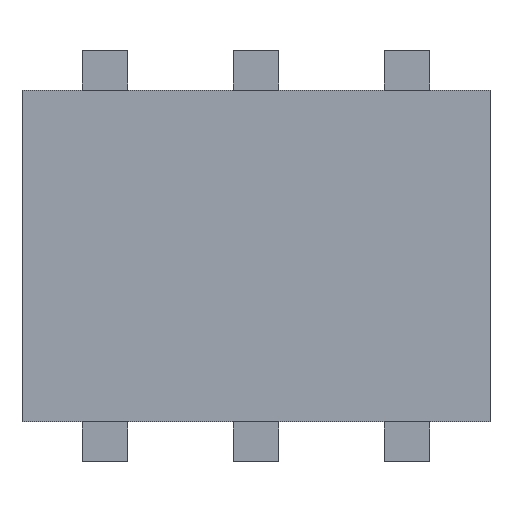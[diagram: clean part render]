
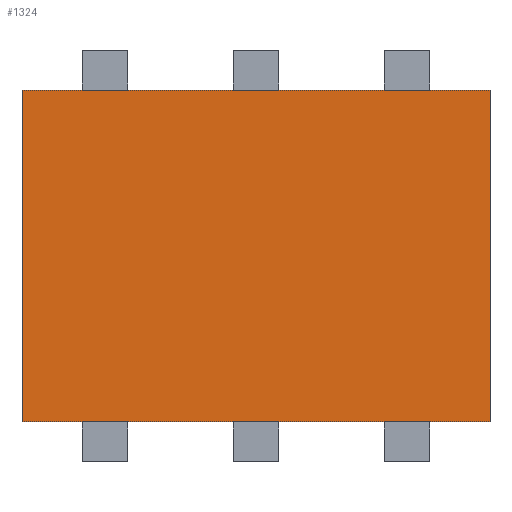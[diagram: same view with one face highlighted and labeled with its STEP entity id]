
A CAD part, front view. The second image highlights one B-rep face of the part: STEP entity #1324.
In plain terms, the highlighted planar face has unit normal (0, -1, 0).
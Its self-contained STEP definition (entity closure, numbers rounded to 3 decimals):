
#1141 = CARTESIAN_POINT ( 'NONE',  ( -3.935, 0., 2.79 ) ) ;
#1142 = VERTEX_POINT ( 'NONE', #1141 ) ;
#1157 = CARTESIAN_POINT ( 'NONE',  ( -3.935, 0., -2.79 ) ) ;
#1158 = VERTEX_POINT ( 'NONE', #1157 ) ;
#1165 = CARTESIAN_POINT ( 'NONE',  ( -3.935, 0., 2.79 ) ) ;
#1166 = DIRECTION ( 'NONE',  ( 0., 0., 1. ) ) ;
#1167 = VECTOR ( 'NONE', #1166, 1000. ) ;
#1168 = LINE ( 'NONE', #1165, #1167 ) ;
#1169 = EDGE_CURVE ( 'NONE', #1158, #1142, #1168, .T. ) ;
#1181 = CARTESIAN_POINT ( 'NONE',  ( 3.935, 0., 2.79 ) ) ;
#1182 = VERTEX_POINT ( 'NONE', #1181 ) ;
#1196 = CARTESIAN_POINT ( 'NONE',  ( 3.935, 0., 2.79 ) ) ;
#1197 = DIRECTION ( 'NONE',  ( 1., 0., 0. ) ) ;
#1198 = VECTOR ( 'NONE', #1197, 1000. ) ;
#1199 = LINE ( 'NONE', #1196, #1198 ) ;
#1200 = EDGE_CURVE ( 'NONE', #1142, #1182, #1199, .T. ) ;
#1212 = CARTESIAN_POINT ( 'NONE',  ( 3.935, 0., -2.79 ) ) ;
#1213 = VERTEX_POINT ( 'NONE', #1212 ) ;
#1227 = CARTESIAN_POINT ( 'NONE',  ( 3.935, 0., 2.79 ) ) ;
#1228 = DIRECTION ( 'NONE',  ( 0., 0., -1. ) ) ;
#1229 = VECTOR ( 'NONE', #1228, 1000. ) ;
#1230 = LINE ( 'NONE', #1227, #1229 ) ;
#1231 = EDGE_CURVE ( 'NONE', #1182, #1213, #1230, .T. ) ;
#1249 = CARTESIAN_POINT ( 'NONE',  ( 3.935, 0., -2.79 ) ) ;
#1250 = DIRECTION ( 'NONE',  ( -1., 0., 0. ) ) ;
#1251 = VECTOR ( 'NONE', #1250, 1000. ) ;
#1252 = LINE ( 'NONE', #1249, #1251 ) ;
#1253 = EDGE_CURVE ( 'NONE', #1213, #1158, #1252, .T. ) ;
#1313 = ORIENTED_EDGE ( 'NONE', *, *, #1169, .F. ) ;
#1314 = ORIENTED_EDGE ( 'NONE', *, *, #1253, .F. ) ;
#1315 = ORIENTED_EDGE ( 'NONE', *, *, #1231, .F. ) ;
#1316 = ORIENTED_EDGE ( 'NONE', *, *, #1200, .F. ) ;
#1317 = EDGE_LOOP ( 'NONE', ( #1313, #1314, #1315, #1316 ) ) ;
#1318 = FACE_OUTER_BOUND ( 'NONE', #1317, .T. ) ;
#1319 = CARTESIAN_POINT ( 'NONE',  ( -3.935, 0., -2.79 ) ) ;
#1320 = DIRECTION ( 'NONE',  ( 0., 1., 0. ) ) ;
#1321 = DIRECTION ( 'NONE',  ( 0., 0., 1. ) ) ;
#1322 = AXIS2_PLACEMENT_3D ( 'NONE', #1319, #1320, #1321 ) ;
#1323 = PLANE ( 'NONE', #1322 ) ;
#1324 = ADVANCED_FACE ( 'NONE', ( #1318 ), #1323, .F. ) ;
